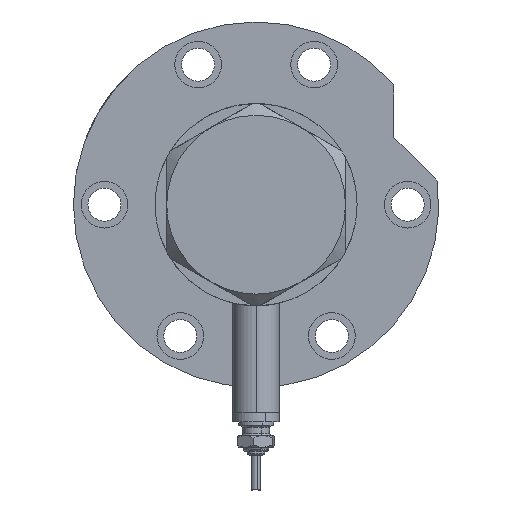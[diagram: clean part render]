
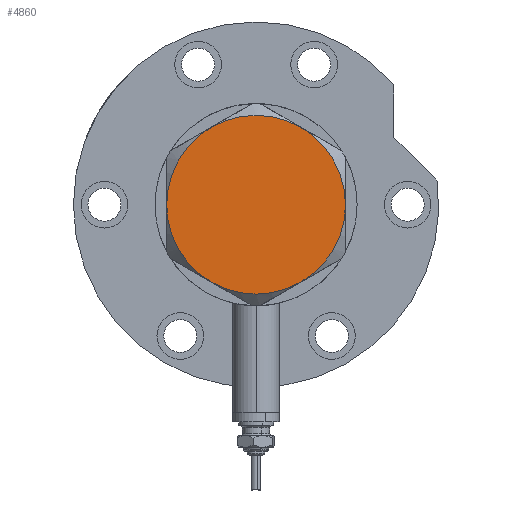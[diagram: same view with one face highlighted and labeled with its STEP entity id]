
A CAD part, left-side view. The second image highlights one B-rep face of the part: STEP entity #4860.
In plain terms, the highlighted face is planar.
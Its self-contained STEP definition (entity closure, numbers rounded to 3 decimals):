
#156 = VERTEX_POINT ( 'NONE', #3175 ) ;
#486 = ORIENTED_EDGE ( 'NONE', *, *, #5636, .T. ) ;
#534 = CARTESIAN_POINT ( 'NONE',  ( 0., 0., 9. ) ) ;
#641 = CARTESIAN_POINT ( 'NONE',  ( -11.5, 19.919, 9. ) ) ;
#882 = ORIENTED_EDGE ( 'NONE', *, *, #6883, .T. ) ;
#975 = CIRCLE ( 'NONE', #3367, 23. ) ;
#1124 = CARTESIAN_POINT ( 'NONE',  ( 0., 0., 9. ) ) ;
#1127 = DIRECTION ( 'NONE',  ( 0., 0., 1. ) ) ;
#1230 = CARTESIAN_POINT ( 'NONE',  ( 0., 0., 9. ) ) ;
#1239 = DIRECTION ( 'NONE',  ( 1., 0., 0. ) ) ;
#1334 = CARTESIAN_POINT ( 'NONE',  ( 23., 0., 9. ) ) ;
#1554 = EDGE_CURVE ( 'NONE', #2942, #3795, #8378, .T. ) ;
#1675 = VERTEX_POINT ( 'NONE', #5834 ) ;
#1725 = ORIENTED_EDGE ( 'NONE', *, *, #2799, .T. ) ;
#1775 = FACE_OUTER_BOUND ( 'NONE', #7161, .T. ) ;
#1979 = DIRECTION ( 'NONE',  ( 1., 0., 0. ) ) ;
#2015 = AXIS2_PLACEMENT_3D ( 'NONE', #5984, #3926, #8630 ) ;
#2123 = AXIS2_PLACEMENT_3D ( 'NONE', #4863, #1127, #3815 ) ;
#2651 = AXIS2_PLACEMENT_3D ( 'NONE', #1124, #3811, #6485 ) ;
#2687 = DIRECTION ( 'NONE',  ( 0., 0., 1. ) ) ;
#2799 = EDGE_CURVE ( 'NONE', #3795, #156, #975, .T. ) ;
#2854 = CIRCLE ( 'NONE', #3265, 23. ) ;
#2942 = VERTEX_POINT ( 'NONE', #641 ) ;
#3175 = CARTESIAN_POINT ( 'NONE',  ( -11.5, -19.919, 9. ) ) ;
#3265 = AXIS2_PLACEMENT_3D ( 'NONE', #534, #8532, #1239 ) ;
#3367 = AXIS2_PLACEMENT_3D ( 'NONE', #5608, #8279, #6900 ) ;
#3646 = ORIENTED_EDGE ( 'NONE', *, *, #7377, .T. ) ;
#3647 = CIRCLE ( 'NONE', #2651, 23. ) ;
#3795 = VERTEX_POINT ( 'NONE', #6632 ) ;
#3811 = DIRECTION ( 'NONE',  ( 0., 0., 1. ) ) ;
#3815 = DIRECTION ( 'NONE',  ( 1., 0., 0. ) ) ;
#3901 = AXIS2_PLACEMENT_3D ( 'NONE', #5939, #2687, #1979 ) ;
#3926 = DIRECTION ( 'NONE',  ( 0., 0., 1. ) ) ;
#3965 = DIRECTION ( 'NONE',  ( 1., 0., 0. ) ) ;
#4226 = ORIENTED_EDGE ( 'NONE', *, *, #7671, .T. ) ;
#4286 = AXIS2_PLACEMENT_3D ( 'NONE', #1230, #5841, #3965 ) ;
#4686 = VERTEX_POINT ( 'NONE', #1334 ) ;
#4699 = CIRCLE ( 'NONE', #4286, 23. ) ;
#4860 = ADVANCED_FACE ( 'NONE', ( #1775 ), #7145, .T. ) ;
#4863 = CARTESIAN_POINT ( 'NONE',  ( 0., 0., 9. ) ) ;
#5518 = CIRCLE ( 'NONE', #2015, 23. ) ;
#5608 = CARTESIAN_POINT ( 'NONE',  ( 0., 0., 9. ) ) ;
#5636 = EDGE_CURVE ( 'NONE', #6007, #4686, #2854, .T. ) ;
#5834 = CARTESIAN_POINT ( 'NONE',  ( 11.5, 19.919, 9. ) ) ;
#5841 = DIRECTION ( 'NONE',  ( 0., 0., 1. ) ) ;
#5939 = CARTESIAN_POINT ( 'NONE',  ( 0., 0., 9. ) ) ;
#5984 = CARTESIAN_POINT ( 'NONE',  ( 0., 0., 9. ) ) ;
#6007 = VERTEX_POINT ( 'NONE', #7286 ) ;
#6485 = DIRECTION ( 'NONE',  ( 1., 0., 0. ) ) ;
#6632 = CARTESIAN_POINT ( 'NONE',  ( -23., 0., 9. ) ) ;
#6883 = EDGE_CURVE ( 'NONE', #1675, #2942, #5518, .T. ) ;
#6900 = DIRECTION ( 'NONE',  ( 1., 0., 0. ) ) ;
#7089 = ORIENTED_EDGE ( 'NONE', *, *, #1554, .T. ) ;
#7145 = PLANE ( 'NONE',  #2123 ) ;
#7161 = EDGE_LOOP ( 'NONE', ( #486, #4226, #882, #7089, #1725, #3646 ) ) ;
#7286 = CARTESIAN_POINT ( 'NONE',  ( 11.5, -19.919, 9. ) ) ;
#7377 = EDGE_CURVE ( 'NONE', #156, #6007, #4699, .T. ) ;
#7671 = EDGE_CURVE ( 'NONE', #4686, #1675, #3647, .T. ) ;
#8279 = DIRECTION ( 'NONE',  ( 0., 0., 1. ) ) ;
#8378 = CIRCLE ( 'NONE', #3901, 23. ) ;
#8532 = DIRECTION ( 'NONE',  ( 0., 0., 1. ) ) ;
#8630 = DIRECTION ( 'NONE',  ( 1., 0., 0. ) ) ;
